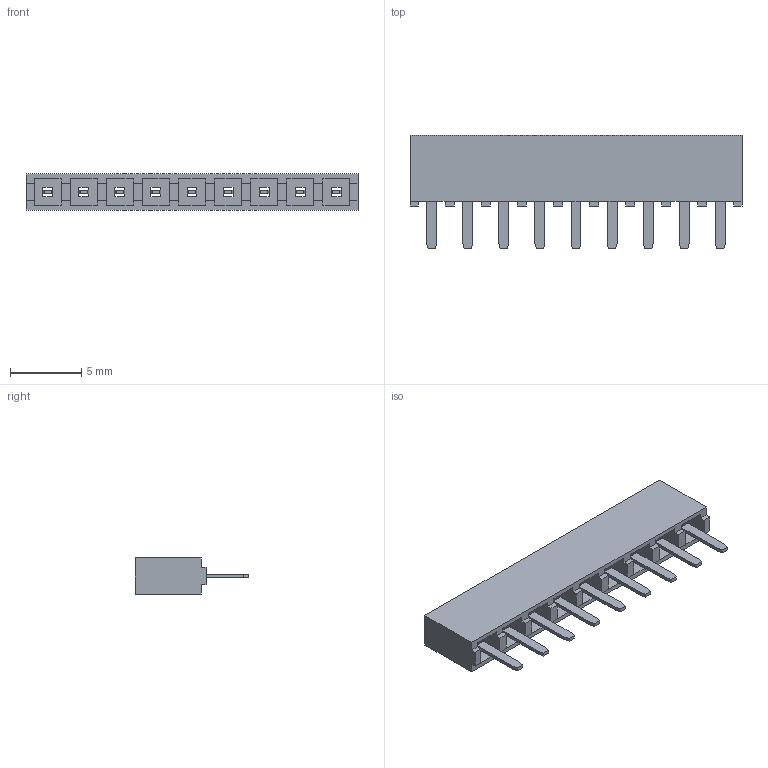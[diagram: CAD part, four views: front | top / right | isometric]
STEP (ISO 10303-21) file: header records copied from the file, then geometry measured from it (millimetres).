
FILE_DESCRIPTION (( 'STEP AP203' ), '1' );
FILE_NAME ('BG095-09-X-X-X_revE.STEP', '2015-02-19T13:33:05', ( '' ), ( '' ), 'SwSTEP 2.0', 'SolidWorks 2010', '' );
FILE_SCHEMA (( 'CONFIG_CONTROL_DESIGN' ));
Length unit declared in the file: millimetre
Products named in the file (3): BG095-9way-Insulator; BG095-Contact; BG095-09-X-X-X_revE
Assembly tree (10 placements, depth 2):
  BG095-09-X-X-X_revE
    BG095-Contact  x9
    BG095-9way-Insulator
Bounding box: 23.36 x 8 x 2.54 mm (x, y, z)
Volume: 148.8 mm3; surface area: 721.1 mm2
Topology: 10 solids, 10 shells, 226 faces, 582 edges, 376 vertices
Faces by surface type: plane 226
Entity records: 5531 total; most frequent: CARTESIAN_POINT 893, ORIENTED_EDGE 876, DIRECTION 788, EDGE_CURVE 438, LINE 438, VECTOR 438, VERTEX_POINT 280, EDGE_LOOP 180
